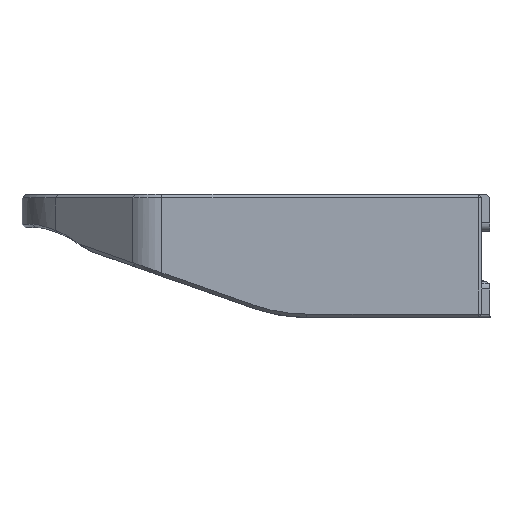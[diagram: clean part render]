
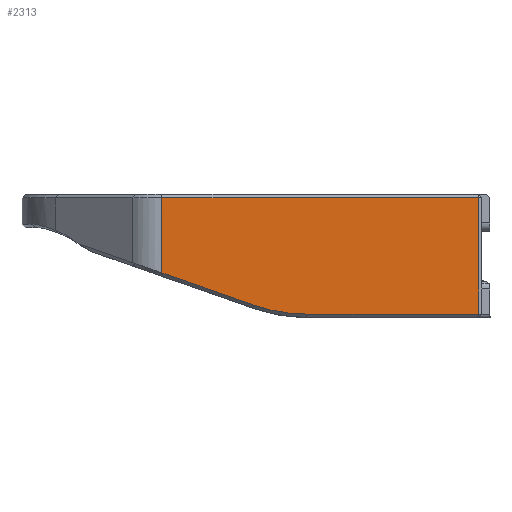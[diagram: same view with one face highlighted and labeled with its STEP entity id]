
A CAD part, top view. The second image highlights one B-rep face of the part: STEP entity #2313.
In plain terms, the highlighted planar face has unit normal (0, 0, 1).
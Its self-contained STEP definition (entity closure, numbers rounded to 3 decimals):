
#66=B_SPLINE_CURVE_WITH_KNOTS('',3,(#3798,#3799,#3800,#3801),
 .UNSPECIFIED.,.F.,.F.,(4,4),(-1.571,-1.544),
 .UNSPECIFIED.);
#221=CIRCLE('',#2487,19.6);
#290=FACE_OUTER_BOUND('',#436,.T.);
#436=EDGE_LOOP('',(#1700,#1701,#1702,#1703,#1704,#1705,#1706));
#608=LINE('',#3793,#810);
#609=LINE('',#3796,#811);
#610=LINE('',#3803,#812);
#611=LINE('',#3807,#813);
#612=LINE('',#3808,#814);
#810=VECTOR('',#2767,10.);
#811=VECTOR('',#2770,10.);
#812=VECTOR('',#2771,10.);
#813=VECTOR('',#2774,10.);
#814=VECTOR('',#2775,10.);
#1051=VERTEX_POINT('',#3781);
#1053=VERTEX_POINT('',#3788);
#1054=VERTEX_POINT('',#3795);
#1055=VERTEX_POINT('',#3797);
#1056=VERTEX_POINT('',#3802);
#1057=VERTEX_POINT('',#3804);
#1058=VERTEX_POINT('',#3806);
#1296=EDGE_CURVE('',#1053,#1051,#608,.T.);
#1297=EDGE_CURVE('',#1051,#1054,#609,.T.);
#1298=EDGE_CURVE('',#1055,#1053,#66,.T.);
#1299=EDGE_CURVE('',#1056,#1055,#610,.T.);
#1300=EDGE_CURVE('',#1057,#1056,#221,.T.);
#1301=EDGE_CURVE('',#1058,#1057,#611,.T.);
#1302=EDGE_CURVE('',#1054,#1058,#612,.T.);
#1700=ORIENTED_EDGE('',*,*,#1297,.F.);
#1701=ORIENTED_EDGE('',*,*,#1296,.F.);
#1702=ORIENTED_EDGE('',*,*,#1298,.F.);
#1703=ORIENTED_EDGE('',*,*,#1299,.F.);
#1704=ORIENTED_EDGE('',*,*,#1300,.F.);
#1705=ORIENTED_EDGE('',*,*,#1301,.F.);
#1706=ORIENTED_EDGE('',*,*,#1302,.F.);
#2223=PLANE('',#2486);
#2313=ADVANCED_FACE('',(#290),#2223,.T.);
#2486=AXIS2_PLACEMENT_3D('',#3794,#2768,#2769);
#2487=AXIS2_PLACEMENT_3D('',#3805,#2772,#2773);
#2767=DIRECTION('',(0.,1.,0.));
#2768=DIRECTION('center_axis',(0.,0.,
1.));
#2769=DIRECTION('ref_axis',(0.,1.,0.));
#2770=DIRECTION('',(1.,0.,0.));
#2771=DIRECTION('',(-0.944,0.331,0.));
#2772=DIRECTION('center_axis',(0.,0.,
-1.));
#2773=DIRECTION('ref_axis',(-0.168,-0.986,0.));
#2774=DIRECTION('',(-1.,0.,0.));
#2775=DIRECTION('',(0.,-1.,0.));
#3781=CARTESIAN_POINT('',(272.969,164.106,-41.096));
#3788=CARTESIAN_POINT('',(272.969,154.94,-41.096));
#3793=CARTESIAN_POINT('',(272.969,151.383,-41.096));
#3794=CARTESIAN_POINT('Origin',(312.,149.508,-41.096));
#3795=CARTESIAN_POINT('',(311.6,164.106,-41.096));
#3796=CARTESIAN_POINT('',(312.,164.106,-41.096));
#3797=CARTESIAN_POINT('',(273.102,154.894,-41.096));
#3798=CARTESIAN_POINT('Ctrl Pts',(273.102,154.894,-41.096));
#3799=CARTESIAN_POINT('Ctrl Pts',(273.057,154.909,-41.096));
#3800=CARTESIAN_POINT('Ctrl Pts',(273.013,154.925,-41.096));
#3801=CARTESIAN_POINT('Ctrl Pts',(272.969,154.94,-41.096));
#3802=CARTESIAN_POINT('',(284.159,151.013,-41.096));
#3803=CARTESIAN_POINT('',(290.561,148.767,-41.096));
#3804=CARTESIAN_POINT('',(290.649,149.908,-41.096));
#3805=CARTESIAN_POINT('Origin',(290.649,169.508,-41.096));
#3806=CARTESIAN_POINT('',(311.6,149.908,-41.096));
#3807=CARTESIAN_POINT('',(312.,149.908,-41.096));
#3808=CARTESIAN_POINT('',(311.6,153.257,-41.096));
